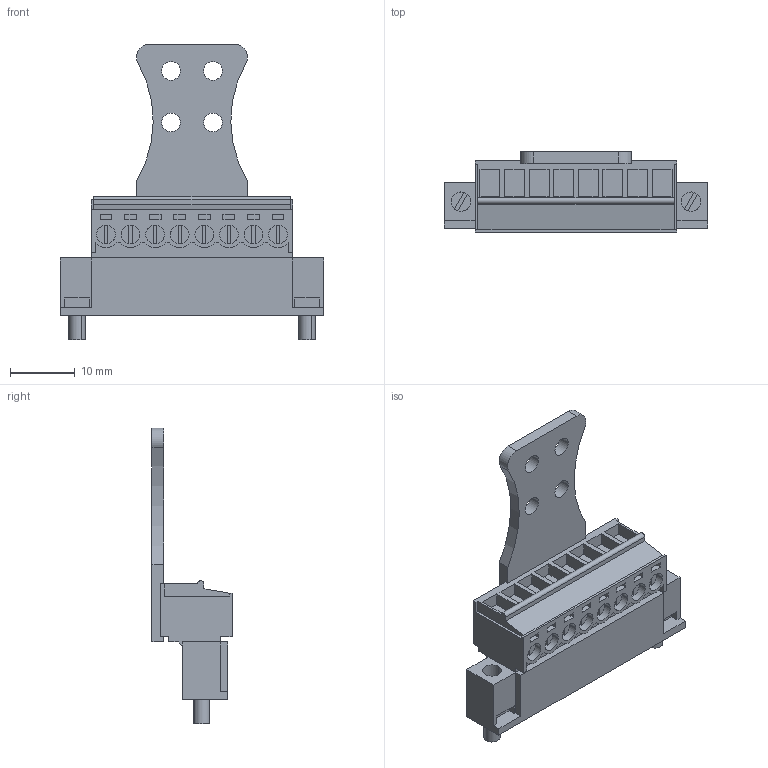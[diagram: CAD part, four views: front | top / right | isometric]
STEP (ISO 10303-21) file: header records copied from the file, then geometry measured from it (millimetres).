
FILE_DESCRIPTION(('CATIA V5 STEP Exchange','CAx-IF Rec.Pracs.--- Model Styling and Organization---1.2---2011-12-15'),'2;1');
FILE_NAME ('D1450112_0', '2018-05-11T14:35:42+00:00', ('none'), ('Weidmueller'), 'CATIA Version 5-6 Release 2014', 'CATIA V5 STEP AP214', 'none');
FILE_SCHEMA(('AUTOMOTIVE_DESIGN { 1 0 10303 214 1 1 1 1 }'));
Length unit declared in the file: millimetre
Products named in the file (1): 1237590000
Bounding box: 40.87 x 12.45 x 45.85 mm (x, y, z)
Volume: 4810.7 mm3; surface area: 6593.9 mm2
Topology: 22 solids, 22 shells, 587 faces, 1511 edges, 1010 vertices
Faces by surface type: plane 490, cylinder 97
Entity records: 16862 total; most frequent: ORIENTED_EDGE 3022, CARTESIAN_POINT 3005, DIRECTION 2161, EDGE_CURVE 1511, VECTOR 1229, LINE 1229, VERTEX_POINT 1010, EDGE_LOOP 649
